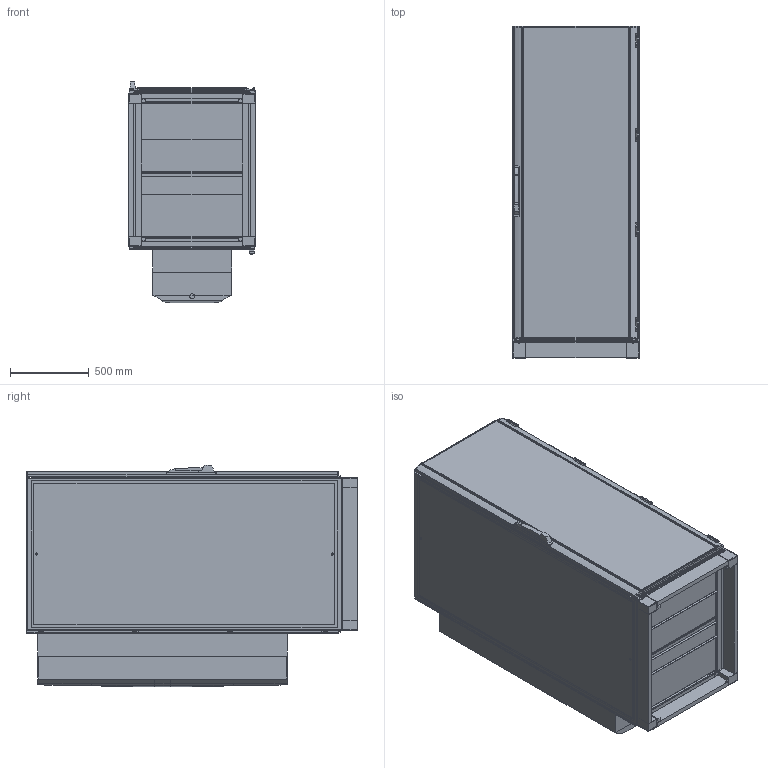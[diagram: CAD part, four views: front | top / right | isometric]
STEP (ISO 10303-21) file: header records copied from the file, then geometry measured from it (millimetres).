
FILE_DESCRIPTION(/* description */ ('Smart Package-Based on Rittal TS 8'),/* implementation_level */ '2;1');
FILE_NAME(/* name */ 'Rittal server pc cabinet.stp',/* time_stamp */ '2021-07-02T12:01:50+09:00',/* author */ ('suhyun-yoon'),/* organization */ ('RITTAL'),/* preprocessor_version */ 'ST-DEVELOPER v18.1',/* originating_system */ 'Autodesk Inventor 2020',/* authorisation */ '');
FILE_SCHEMA (('AUTOMOTIVE_DESIGN { 1 0 10303 214 3 1 1 }'));
Length unit declared in the file: millimetre
Products named in the file (25): 7337.300(2); 7820X_00_15(2); 3332.540(2)_p2; 3332.540(2)_p1; 7829.300_sp; 8X0X_00_12 (2,RAL 7035); 880X_00_35 (2); 8611.070_sp; 880X_00_37; 88X0_00_11 (2,RAL 7035); 88X0_00_13 (2); 88X0_00_01 (2); 88X6_00_04 (2); 88X0_00_03 (2); 55XX_00_04 (2); 8X00_00_26 (2); 7856.731(2); 7480.035(2); 7282.135(2)_sp; 7320.440(2)_sp; 7063.740(2)_left; 7857.431(2); 7063.740(2)_right; A3585301IT21(2); 86018X0_11_00_01(2)
Assembly tree (33 placements, depth 2):
  7337.300(2)
    88X0_00_11 (2,RAL 7035)  x2
    8X0X_00_12 (2,RAL 7035)  x4
    7820X_00_15(2)
    3332.540(2)_p2
    3332.540(2)_p1
    7829.300_sp
    880X_00_35 (2)
    8611.070_sp
    880X_00_37
    88X0_00_13 (2)
    88X0_00_01 (2)
    88X6_00_04 (2)
    88X0_00_03 (2)
    55XX_00_04 (2)  x2
    8X00_00_26 (2)  x2
    7856.731(2)  x2
    7480.035(2)
    7282.135(2)_sp
    7063.740(2)_right  x2
    7063.740(2)_left  x2
    7320.440(2)_sp
    7857.431(2)
    A3585301IT21(2)
    86018X0_11_00_01(2)
Bounding box: 806 x 2103 x 1406.37 mm (x, y, z)
Volume: 344836191 mm3; surface area: 35880192 mm2
Topology: 33 solids, 36 shells, 1868 faces, 5193 edges, 3445 vertices
Faces by surface type: plane 1417, cylinder 379, cone 72
Full cylindrical faces by diameter (mm): 4.917 x24, 6 x12, 8.5 x8, 10 x2, 10.106 x8, 10.5 x3, 11.2 x2, 13 x22, 14 x2, 16.2 x2, 22 x1, 32 x1
Entity records: 44302 total; most frequent: CARTESIAN_POINT 7746, ORIENTED_EDGE 7498, DIRECTION 7262, EDGE_CURVE 3749, LINE 3044, VECTOR 3044, VERTEX_POINT 2485, AXIS2_PLACEMENT_3D 2109
